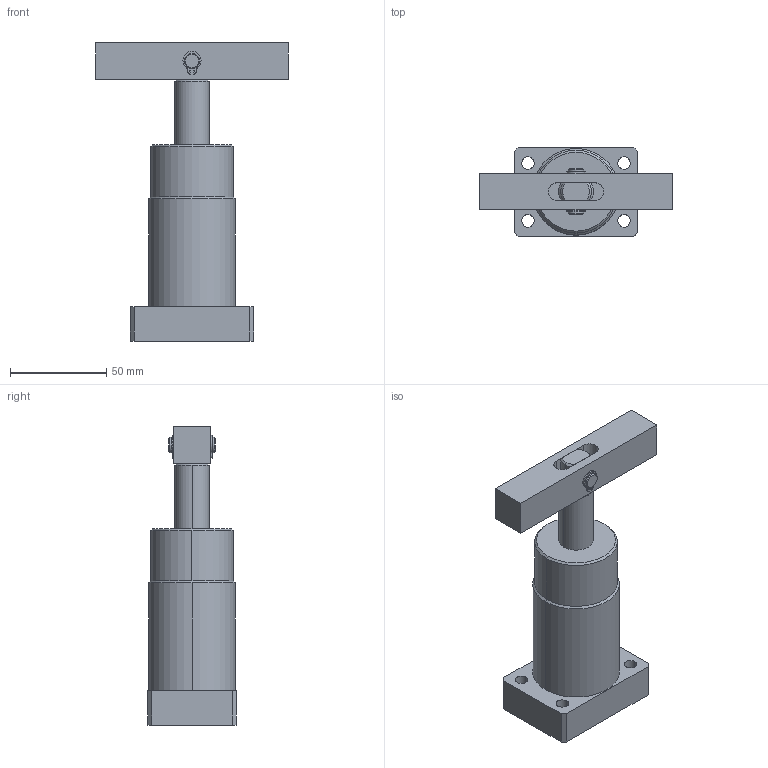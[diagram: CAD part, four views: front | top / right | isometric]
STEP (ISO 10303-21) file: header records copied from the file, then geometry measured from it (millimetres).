
FILE_DESCRIPTION (( 'STEP AP203' ), '1' );
FILE_NAME ('HNDS-25B-F.STEP', '2019-10-12T07:21:52', ( '微软用户' ), ( '微软中国' ), 'SwSTEP 2.0', 'SolidWorks 2012', '' );
FILE_SCHEMA (( 'CONFIG_CONTROL_DESIGN' ));
Length unit declared in the file: millimetre
Products named in the file (6): HNFS-25B-F掛极; 25B-D活塞杆; 25邧揤旋; 25种; circlips for shaft--type a small gb_GB_CONNECTING_PIECE_RING_RRA 8; HNDS-25B-F
Assembly tree (6 placements, depth 2):
  HNDS-25B-F
    HNFS-25B-F掛极
    25B-D活塞杆
    25邧揤旋
    25种
    circlips for shaft--type a small gb_GB_CONNECTING_PIECE_RING_RRA 8  x2
Bounding box: 100 x 46 x 155 mm (x, y, z)
Volume: 222830.1 mm3; surface area: 37960.5 mm2
Topology: 6 solids, 6 shells, 190 faces, 471 edges, 308 vertices
Faces by surface type: plane 86, cylinder 75, bspline 16, cone 13
Entity records: 6428 total; most frequent: CARTESIAN_POINT 1738, DIRECTION 834, ORIENTED_EDGE 828, EDGE_CURVE 414, AXIS2_PLACEMENT_3D 294, VERTEX_POINT 270, VECTOR 246, LINE 246
